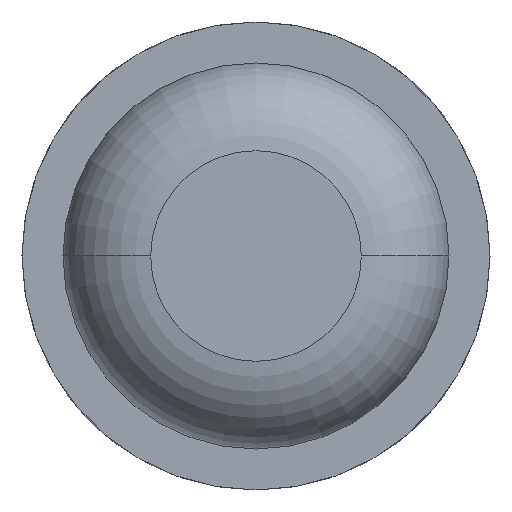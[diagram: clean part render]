
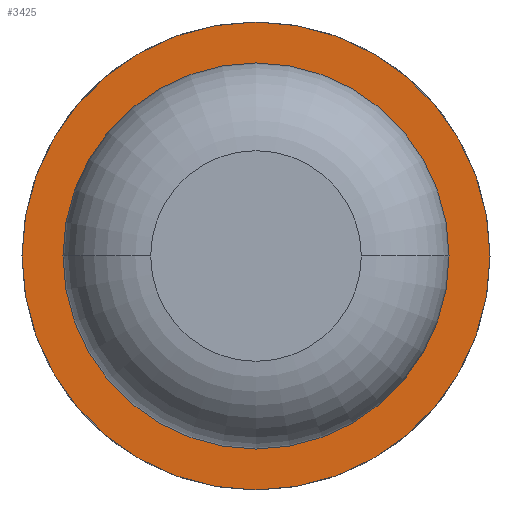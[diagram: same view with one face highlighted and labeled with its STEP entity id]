
A CAD part, front view. The second image highlights one B-rep face of the part: STEP entity #3425.
In plain terms, the highlighted planar face has unit normal (0, -1, 0).
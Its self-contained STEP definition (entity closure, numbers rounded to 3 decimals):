
#97 = DIRECTION ( 'NONE',  ( 0., 1., 0. ) ) ;
#98 = VERTEX_POINT ( 'NONE', #1775 ) ;
#300 = EDGE_CURVE ( 'NONE', #98, #792, #3543, .T. ) ;
#313 = ORIENTED_EDGE ( 'NONE', *, *, #583, .F. ) ;
#391 = DIRECTION ( 'NONE',  ( -1., 0., 0. ) ) ;
#583 = EDGE_CURVE ( 'NONE', #4276, #3726, #788, .T. ) ;
#649 = CARTESIAN_POINT ( 'NONE',  ( 1., -6., 0. ) ) ;
#788 = CIRCLE ( 'NONE', #3552, 1. ) ;
#792 = VERTEX_POINT ( 'NONE', #1984 ) ;
#1035 = EDGE_LOOP ( 'NONE', ( #4773, #2369 ) ) ;
#1098 = AXIS2_PLACEMENT_3D ( 'NONE', #3842, #3070, #4594 ) ;
#1218 = FACE_BOUND ( 'NONE', #1035, .T. ) ;
#1240 = AXIS2_PLACEMENT_3D ( 'NONE', #4421, #3655, #4438 ) ;
#1327 = CIRCLE ( 'NONE', #1240, 0.825 ) ;
#1444 = FACE_OUTER_BOUND ( 'NONE', #4263, .T. ) ;
#1514 = CARTESIAN_POINT ( 'NONE',  ( -1., -6., 0. ) ) ;
#1531 = ORIENTED_EDGE ( 'NONE', *, *, #4652, .F. ) ;
#1577 = DIRECTION ( 'NONE',  ( -1., 0., 0. ) ) ;
#1775 = CARTESIAN_POINT ( 'NONE',  ( 0.825, -6., 0. ) ) ;
#1984 = CARTESIAN_POINT ( 'NONE',  ( -0.825, -6., 0. ) ) ;
#2276 = CARTESIAN_POINT ( 'NONE',  ( 0., -6., 0. ) ) ;
#2369 = ORIENTED_EDGE ( 'NONE', *, *, #300, .T. ) ;
#2962 = DIRECTION ( 'NONE',  ( 0., 1., 0. ) ) ;
#3062 = PLANE ( 'NONE',  #4007 ) ;
#3070 = DIRECTION ( 'NONE',  ( 0., 1., 0. ) ) ;
#3425 = ADVANCED_FACE ( 'NONE', ( #1444, #1218 ), #3062, .F. ) ;
#3455 = CARTESIAN_POINT ( 'NONE',  ( 0.825, -6., 0. ) ) ;
#3543 = CIRCLE ( 'NONE', #1098, 0.825 ) ;
#3552 = AXIS2_PLACEMENT_3D ( 'NONE', #4133, #2962, #4102 ) ;
#3655 = DIRECTION ( 'NONE',  ( 0., 1., 0. ) ) ;
#3726 = VERTEX_POINT ( 'NONE', #649 ) ;
#3731 = EDGE_CURVE ( 'NONE', #792, #98, #1327, .T. ) ;
#3842 = CARTESIAN_POINT ( 'NONE',  ( 0., -6., 0. ) ) ;
#3916 = CIRCLE ( 'NONE', #3951, 1. ) ;
#3951 = AXIS2_PLACEMENT_3D ( 'NONE', #2276, #4173, #391 ) ;
#4007 = AXIS2_PLACEMENT_3D ( 'NONE', #3455, #97, #1577 ) ;
#4102 = DIRECTION ( 'NONE',  ( -1., 0., 0. ) ) ;
#4133 = CARTESIAN_POINT ( 'NONE',  ( 0., -6., 0. ) ) ;
#4173 = DIRECTION ( 'NONE',  ( 0., 1., 0. ) ) ;
#4263 = EDGE_LOOP ( 'NONE', ( #313, #1531 ) ) ;
#4276 = VERTEX_POINT ( 'NONE', #1514 ) ;
#4421 = CARTESIAN_POINT ( 'NONE',  ( 0., -6., 0. ) ) ;
#4438 = DIRECTION ( 'NONE',  ( -1., 0., 0. ) ) ;
#4594 = DIRECTION ( 'NONE',  ( -1., 0., 0. ) ) ;
#4652 = EDGE_CURVE ( 'NONE', #3726, #4276, #3916, .T. ) ;
#4773 = ORIENTED_EDGE ( 'NONE', *, *, #3731, .T. ) ;
